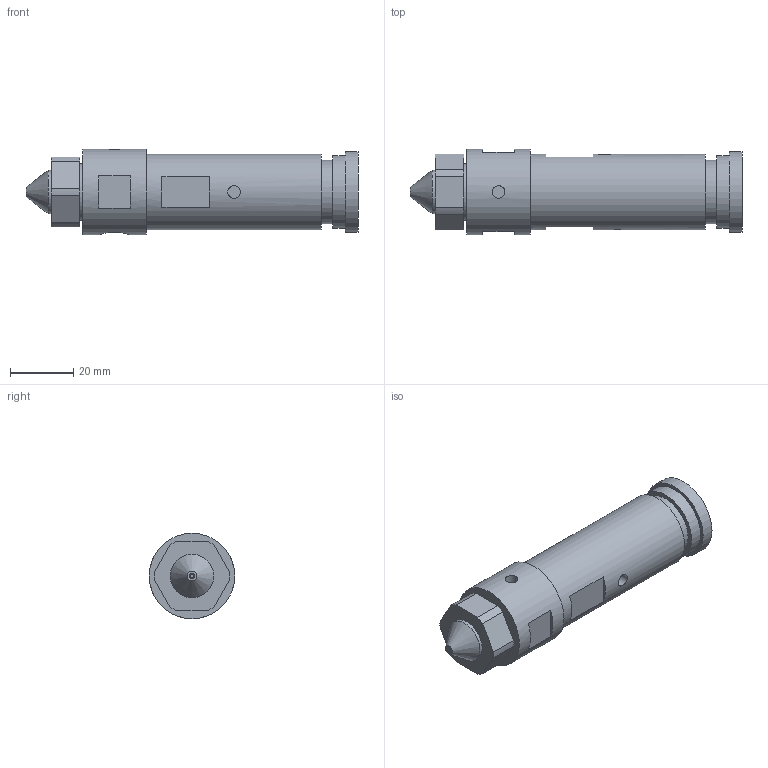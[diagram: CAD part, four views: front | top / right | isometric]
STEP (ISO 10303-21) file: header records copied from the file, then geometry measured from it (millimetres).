
FILE_DESCRIPTION( ( 'Unknown' ), '1' );
FILE_NAME( 'SV1000SS.stp', 'Unknown', ( 'Unknown' ), ( 'Unknown' ), 'PSStep 10.1', 'Unknown', ' ' );
FILE_SCHEMA( ( 'AUTOMOTIVE_DESIGN { 1 0 10303 214 1 1 1 1 }' ) );
Length unit declared in the file: millimetre
Products named in the file (1): 1
Bounding box: 105 x 27 x 27 mm (x, y, z)
Volume: 44563.3 mm3; surface area: 10080 mm2
Topology: 1 solids, 1 shells, 59 faces, 119 edges, 79 vertices
Faces by surface type: plane 34, cylinder 23, cone 2
Full cylindrical faces by diameter (mm): 1 x1, 1.6 x1, 3.967 x3, 4.976 x4, 9.058 x1, 13.771 x1, 18 x1, 20 x1, 23 x1, 24 x1, 25.4 x1, 27 x1
Entity records: 2114 total; most frequent: CARTESIAN_POINT 460, DIRECTION 258, ORIENTED_EDGE 186, AXIS2_PLACEMENT_3D 109, EDGE_LOOP 96, EDGE_CURVE 93, FACE_OUTER_BOUND 76, VERTEX_POINT 73
